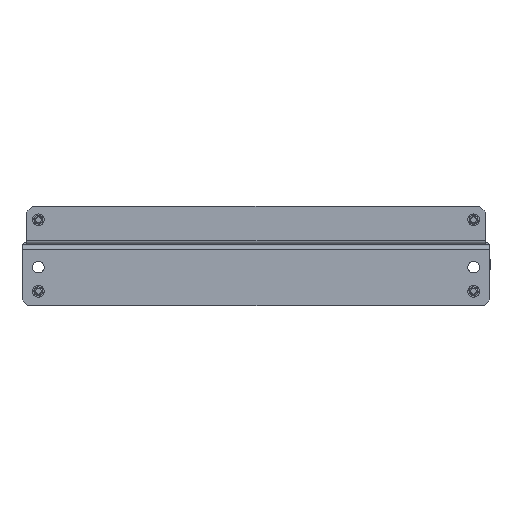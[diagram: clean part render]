
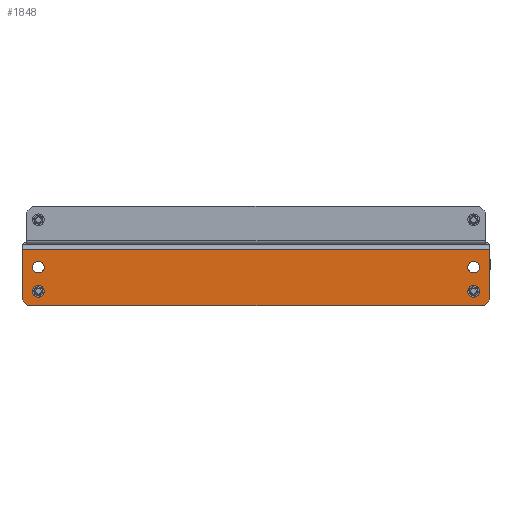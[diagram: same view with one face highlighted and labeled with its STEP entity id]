
A CAD part, left-side view. The second image highlights one B-rep face of the part: STEP entity #1848.
In plain terms, the highlighted face is planar.
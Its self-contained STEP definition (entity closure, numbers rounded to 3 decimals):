
#30 = EDGE_CURVE ( 'NONE', #109, #4411, #749, .T. ) ;
#42 = CARTESIAN_POINT ( 'NONE',  ( -4.25, -1.5, 112.5 ) ) ;
#109 = VERTEX_POINT ( 'NONE', #2234 ) ;
#116 = DIRECTION ( 'NONE',  ( -1., 0., 0. ) ) ;
#118 = VERTEX_POINT ( 'NONE', #2611 ) ;
#135 = DIRECTION ( 'NONE',  ( -1., 0., 0. ) ) ;
#184 = VERTEX_POINT ( 'NONE', #4491 ) ;
#280 = FACE_BOUND ( 'NONE', #1628, .T. ) ;
#317 = DIRECTION ( 'NONE',  ( -1., 0., 0. ) ) ;
#321 = DIRECTION ( 'NONE',  ( -1., 0., 0. ) ) ;
#331 = AXIS2_PLACEMENT_3D ( 'NONE', #2302, #3364, #1249 ) ;
#363 = EDGE_CURVE ( 'NONE', #504, #184, #2766, .T. ) ;
#504 = VERTEX_POINT ( 'NONE', #1335 ) ;
#522 = CARTESIAN_POINT ( 'NONE',  ( 5.25, -1.5, -112.5 ) ) ;
#599 = AXIS2_PLACEMENT_3D ( 'NONE', #2980, #4377, #135 ) ;
#622 = CARTESIAN_POINT ( 'NONE',  ( 11.25, -1.5, 112.5 ) ) ;
#664 = FACE_BOUND ( 'NONE', #1437, .T. ) ;
#673 = DIRECTION ( 'NONE',  ( -1., 0., 0. ) ) ;
#735 = ORIENTED_EDGE ( 'NONE', *, *, #4243, .T. ) ;
#749 = LINE ( 'NONE', #3989, #3835 ) ;
#822 = ORIENTED_EDGE ( 'NONE', *, *, #2704, .F. ) ;
#848 = VERTEX_POINT ( 'NONE', #4309 ) ;
#855 = VECTOR ( 'NONE', #1798, 1000. ) ;
#869 = ORIENTED_EDGE ( 'NONE', *, *, #1159, .T. ) ;
#915 = CIRCLE ( 'NONE', #331, 3. ) ;
#925 = CARTESIAN_POINT ( 'NONE',  ( 8.25, -1.5, -112.5 ) ) ;
#943 = EDGE_CURVE ( 'NONE', #848, #1192, #915, .T. ) ;
#946 = DIRECTION ( 'NONE',  ( -1., 0., 0. ) ) ;
#1035 = CARTESIAN_POINT ( 'NONE',  ( 15.75, -1.5, 121. ) ) ;
#1045 = ORIENTED_EDGE ( 'NONE', *, *, #4182, .T. ) ;
#1047 = CIRCLE ( 'NONE', #2335, 3. ) ;
#1077 = ORIENTED_EDGE ( 'NONE', *, *, #2281, .F. ) ;
#1101 = LINE ( 'NONE', #2475, #3523 ) ;
#1159 = EDGE_CURVE ( 'NONE', #1192, #848, #2209, .T. ) ;
#1192 = VERTEX_POINT ( 'NONE', #3002 ) ;
#1223 = VERTEX_POINT ( 'NONE', #1611 ) ;
#1249 = DIRECTION ( 'NONE',  ( -1., 0., 0. ) ) ;
#1276 = AXIS2_PLACEMENT_3D ( 'NONE', #1842, #1423, #317 ) ;
#1304 = CIRCLE ( 'NONE', #2738, 3. ) ;
#1335 = CARTESIAN_POINT ( 'NONE',  ( -13.25, -1.5, 121. ) ) ;
#1360 = EDGE_LOOP ( 'NONE', ( #1392, #4436 ) ) ;
#1373 = ORIENTED_EDGE ( 'NONE', *, *, #3253, .T. ) ;
#1392 = ORIENTED_EDGE ( 'NONE', *, *, #3502, .F. ) ;
#1423 = DIRECTION ( 'NONE',  ( 0., -1., 0. ) ) ;
#1437 = EDGE_LOOP ( 'NONE', ( #3503, #869 ) ) ;
#1445 = ORIENTED_EDGE ( 'NONE', *, *, #3246, .T. ) ;
#1473 = LINE ( 'NONE', #1035, #855 ) ;
#1525 = CARTESIAN_POINT ( 'NONE',  ( -13.25, -1.5, -121. ) ) ;
#1596 = AXIS2_PLACEMENT_3D ( 'NONE', #3525, #2411, #321 ) ;
#1611 = CARTESIAN_POINT ( 'NONE',  ( -7.25, -1.5, -112.5 ) ) ;
#1619 = CARTESIAN_POINT ( 'NONE',  ( 8.25, -1.5, -112.5 ) ) ;
#1628 = EDGE_LOOP ( 'NONE', ( #4579, #735 ) ) ;
#1751 = PLANE ( 'NONE',  #1596 ) ;
#1754 = ORIENTED_EDGE ( 'NONE', *, *, #363, .F. ) ;
#1798 = DIRECTION ( 'NONE',  ( 0., 0., -1. ) ) ;
#1804 = CIRCLE ( 'NONE', #4413, 3. ) ;
#1808 = EDGE_LOOP ( 'NONE', ( #822, #1373, #1754, #1045, #1445, #3157 ) ) ;
#1842 = CARTESIAN_POINT ( 'NONE',  ( -4.25, -1.5, -112.5 ) ) ;
#1848 = ADVANCED_FACE ( 'NONE', ( #2462, #3884, #664, #280, #2109 ), #1751, .F. ) ;
#1962 = VERTEX_POINT ( 'NONE', #4457 ) ;
#1991 = AXIS2_PLACEMENT_3D ( 'NONE', #42, #3266, #116 ) ;
#2034 = ORIENTED_EDGE ( 'NONE', *, *, #3191, .F. ) ;
#2103 = DIRECTION ( 'NONE',  ( -0.707, 0., 0.707 ) ) ;
#2109 = FACE_OUTER_BOUND ( 'NONE', #1808, .T. ) ;
#2142 = DIRECTION ( 'NONE',  ( 0., -1., 0. ) ) ;
#2148 = DIRECTION ( 'NONE',  ( 0., 1., 0. ) ) ;
#2209 = CIRCLE ( 'NONE', #1991, 3. ) ;
#2211 = CARTESIAN_POINT ( 'NONE',  ( 15.75, -1.5, -118. ) ) ;
#2234 = CARTESIAN_POINT ( 'NONE',  ( 12.75, -1.5, -121. ) ) ;
#2281 = EDGE_CURVE ( 'NONE', #4021, #1223, #1304, .T. ) ;
#2302 = CARTESIAN_POINT ( 'NONE',  ( -4.25, -1.5, 112.5 ) ) ;
#2335 = AXIS2_PLACEMENT_3D ( 'NONE', #3891, #2148, #673 ) ;
#2393 = DIRECTION ( 'NONE',  ( 1., 0., 0. ) ) ;
#2411 = DIRECTION ( 'NONE',  ( 0., 1., 0. ) ) ;
#2462 = FACE_BOUND ( 'NONE', #2989, .T. ) ;
#2475 = CARTESIAN_POINT ( 'NONE',  ( 15.75, -1.5, 118. ) ) ;
#2493 = AXIS2_PLACEMENT_3D ( 'NONE', #1619, #3080, #3057 ) ;
#2529 = CARTESIAN_POINT ( 'NONE',  ( -15.75, -1.5, -121. ) ) ;
#2611 = CARTESIAN_POINT ( 'NONE',  ( 5.25, -1.5, 112.5 ) ) ;
#2636 = CIRCLE ( 'NONE', #599, 3. ) ;
#2651 = VERTEX_POINT ( 'NONE', #622 ) ;
#2676 = DIRECTION ( 'NONE',  ( 0., -1., 0. ) ) ;
#2704 = EDGE_CURVE ( 'NONE', #4417, #4411, #1473, .T. ) ;
#2738 = AXIS2_PLACEMENT_3D ( 'NONE', #3601, #2142, #3973 ) ;
#2766 = LINE ( 'NONE', #4160, #3018 ) ;
#2870 = VERTEX_POINT ( 'NONE', #1525 ) ;
#2916 = DIRECTION ( 'NONE',  ( 1., 0., 0. ) ) ;
#2980 = CARTESIAN_POINT ( 'NONE',  ( 8.25, -1.5, 112.5 ) ) ;
#2989 = EDGE_LOOP ( 'NONE', ( #2034, #1077 ) ) ;
#3002 = CARTESIAN_POINT ( 'NONE',  ( -1.25, -1.5, 112.5 ) ) ;
#3018 = VECTOR ( 'NONE', #2393, 1000. ) ;
#3057 = DIRECTION ( 'NONE',  ( -1., 0., 0. ) ) ;
#3080 = DIRECTION ( 'NONE',  ( 0., -1., 0. ) ) ;
#3148 = DIRECTION ( 'NONE',  ( 0., 0., -1. ) ) ;
#3157 = ORIENTED_EDGE ( 'NONE', *, *, #30, .T. ) ;
#3191 = EDGE_CURVE ( 'NONE', #1223, #4021, #4340, .T. ) ;
#3246 = EDGE_CURVE ( 'NONE', #2870, #109, #3270, .T. ) ;
#3253 = EDGE_CURVE ( 'NONE', #4417, #184, #1101, .T. ) ;
#3266 = DIRECTION ( 'NONE',  ( 0., 1., 0. ) ) ;
#3270 = LINE ( 'NONE', #2529, #3893 ) ;
#3364 = DIRECTION ( 'NONE',  ( 0., 1., 0. ) ) ;
#3502 = EDGE_CURVE ( 'NONE', #4105, #1962, #4496, .T. ) ;
#3503 = ORIENTED_EDGE ( 'NONE', *, *, #943, .T. ) ;
#3523 = VECTOR ( 'NONE', #2103, 1000. ) ;
#3525 = CARTESIAN_POINT ( 'NONE',  ( -15.75, -1.5, 121. ) ) ;
#3601 = CARTESIAN_POINT ( 'NONE',  ( -4.25, -1.5, -112.5 ) ) ;
#3641 = DIRECTION ( 'NONE',  ( 0.707, 0., 0.707 ) ) ;
#3701 = CARTESIAN_POINT ( 'NONE',  ( 15.75, -1.5, 118. ) ) ;
#3835 = VECTOR ( 'NONE', #3641, 1000. ) ;
#3884 = FACE_BOUND ( 'NONE', #1360, .T. ) ;
#3891 = CARTESIAN_POINT ( 'NONE',  ( 8.25, -1.5, 112.5 ) ) ;
#3893 = VECTOR ( 'NONE', #2916, 1000. ) ;
#3940 = CARTESIAN_POINT ( 'NONE',  ( -13.25, -1.5, 121. ) ) ;
#3968 = VECTOR ( 'NONE', #3148, 1000. ) ;
#3973 = DIRECTION ( 'NONE',  ( -1., 0., 0. ) ) ;
#3989 = CARTESIAN_POINT ( 'NONE',  ( 12.75, -1.5, -121. ) ) ;
#4021 = VERTEX_POINT ( 'NONE', #4524 ) ;
#4105 = VERTEX_POINT ( 'NONE', #522 ) ;
#4160 = CARTESIAN_POINT ( 'NONE',  ( -15.75, -1.5, 121. ) ) ;
#4182 = EDGE_CURVE ( 'NONE', #504, #2870, #4213, .T. ) ;
#4213 = LINE ( 'NONE', #3940, #3968 ) ;
#4243 = EDGE_CURVE ( 'NONE', #2651, #118, #1047, .T. ) ;
#4309 = CARTESIAN_POINT ( 'NONE',  ( -7.25, -1.5, 112.5 ) ) ;
#4340 = CIRCLE ( 'NONE', #1276, 3. ) ;
#4377 = DIRECTION ( 'NONE',  ( 0., 1., 0. ) ) ;
#4411 = VERTEX_POINT ( 'NONE', #2211 ) ;
#4413 = AXIS2_PLACEMENT_3D ( 'NONE', #925, #2676, #946 ) ;
#4417 = VERTEX_POINT ( 'NONE', #3701 ) ;
#4428 = EDGE_CURVE ( 'NONE', #118, #2651, #2636, .T. ) ;
#4436 = ORIENTED_EDGE ( 'NONE', *, *, #4556, .F. ) ;
#4457 = CARTESIAN_POINT ( 'NONE',  ( 11.25, -1.5, -112.5 ) ) ;
#4491 = CARTESIAN_POINT ( 'NONE',  ( 12.75, -1.5, 121. ) ) ;
#4496 = CIRCLE ( 'NONE', #2493, 3. ) ;
#4524 = CARTESIAN_POINT ( 'NONE',  ( -1.25, -1.5, -112.5 ) ) ;
#4556 = EDGE_CURVE ( 'NONE', #1962, #4105, #1804, .T. ) ;
#4579 = ORIENTED_EDGE ( 'NONE', *, *, #4428, .T. ) ;
